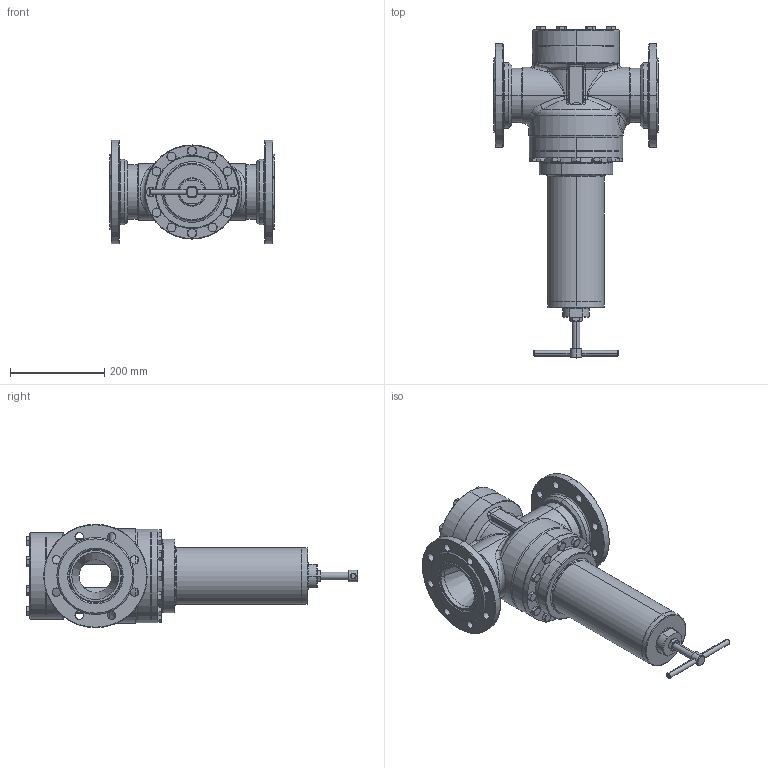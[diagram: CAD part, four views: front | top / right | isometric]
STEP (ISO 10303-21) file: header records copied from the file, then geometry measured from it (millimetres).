
FILE_DESCRIPTION (( 'STEP AP203' ), '1' );
FILE_NAME ('Typ 81 BG IV DN100G.STEP', '2020-09-28T09:35:37', ( '' ), ( '' ), 'SwSTEP 2.0', 'SolidWorks 2016', '' );
FILE_SCHEMA (( 'CONFIG_CONTROL_DESIGN' ));
Length unit declared in the file: millimetre
Products named in the file (1): Typ 81 BG IV DN100G
Bounding box: 350 x 705.6 x 220 mm (x, y, z)
Volume: 5879862.9 mm3; surface area: 1115248.8 mm2
Topology: 30 solids, 30 shells, 1044 faces, 2380 edges, 1406 vertices
Faces by surface type: cone 347, cylinder 295, plane 254, torus 82, bspline 64, sphere 2
Entity records: 35399 total; most frequent: CARTESIAN_POINT 12314, DIRECTION 4932, ORIENTED_EDGE 4672, EDGE_CURVE 2336, AXIS2_PLACEMENT_3D 2082, VERTEX_POINT 1406, EDGE_LOOP 1196, CIRCLE 1101
